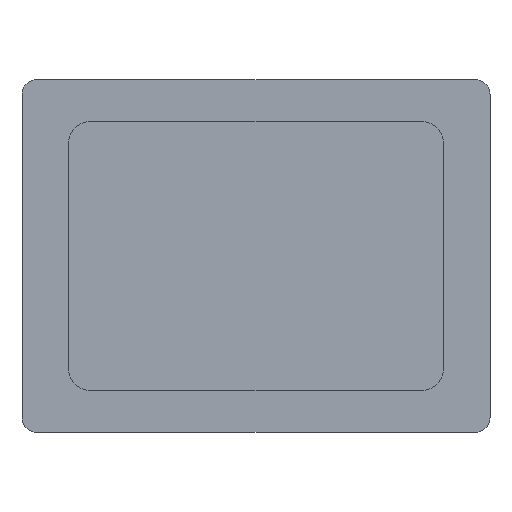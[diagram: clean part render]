
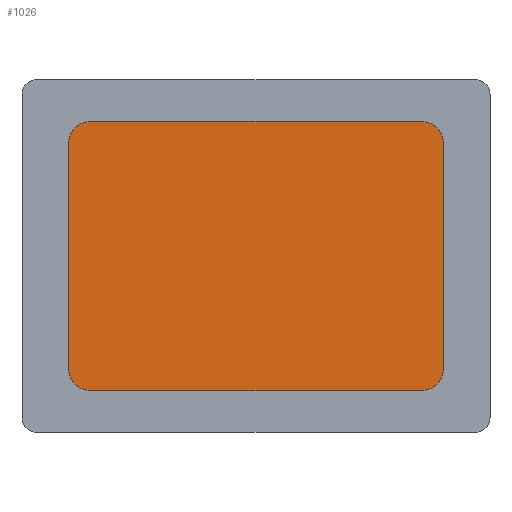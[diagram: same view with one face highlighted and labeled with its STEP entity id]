
A CAD part, top view. The second image highlights one B-rep face of the part: STEP entity #1026.
In plain terms, the highlighted planar face has unit normal (0, 0, 1).
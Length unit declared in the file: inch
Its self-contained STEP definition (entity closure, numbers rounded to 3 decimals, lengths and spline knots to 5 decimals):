
#56=FACE_OUTER_BOUND('',#121,.T.);
#121=EDGE_LOOP('',(#706,#707,#708,#709,#710,#711,#712,#713));
#202=CIRCLE('',#1127,0.26);
#203=CIRCLE('',#1128,0.26);
#204=CIRCLE('',#1129,0.26);
#205=CIRCLE('',#1130,0.26);
#258=LINE('',#1621,#352);
#259=LINE('',#1625,#353);
#260=LINE('',#1629,#354);
#261=LINE('',#1632,#355);
#352=VECTOR('',#1276,0.3937);
#353=VECTOR('',#1279,0.3937);
#354=VECTOR('',#1282,0.3937);
#355=VECTOR('',#1285,0.3937);
#456=VERTEX_POINT('',#1617);
#457=VERTEX_POINT('',#1618);
#458=VERTEX_POINT('',#1620);
#459=VERTEX_POINT('',#1622);
#460=VERTEX_POINT('',#1624);
#461=VERTEX_POINT('',#1626);
#462=VERTEX_POINT('',#1628);
#463=VERTEX_POINT('',#1630);
#556=EDGE_CURVE('',#456,#457,#202,.T.);
#557=EDGE_CURVE('',#458,#456,#258,.T.);
#558=EDGE_CURVE('',#459,#458,#203,.T.);
#559=EDGE_CURVE('',#460,#459,#259,.T.);
#560=EDGE_CURVE('',#461,#460,#204,.T.);
#561=EDGE_CURVE('',#462,#461,#260,.T.);
#562=EDGE_CURVE('',#463,#462,#205,.T.);
#563=EDGE_CURVE('',#457,#463,#261,.T.);
#706=ORIENTED_EDGE('',*,*,#556,.F.);
#707=ORIENTED_EDGE('',*,*,#557,.F.);
#708=ORIENTED_EDGE('',*,*,#558,.F.);
#709=ORIENTED_EDGE('',*,*,#559,.F.);
#710=ORIENTED_EDGE('',*,*,#560,.F.);
#711=ORIENTED_EDGE('',*,*,#561,.F.);
#712=ORIENTED_EDGE('',*,*,#562,.F.);
#713=ORIENTED_EDGE('',*,*,#563,.F.);
#989=PLANE('',#1126);
#1026=ADVANCED_FACE('',(#56),#989,.T.);
#1126=AXIS2_PLACEMENT_3D('',#1616,#1272,#1273);
#1127=AXIS2_PLACEMENT_3D('',#1619,#1274,#1275);
#1128=AXIS2_PLACEMENT_3D('',#1623,#1277,#1278);
#1129=AXIS2_PLACEMENT_3D('',#1627,#1280,#1281);
#1130=AXIS2_PLACEMENT_3D('',#1631,#1283,#1284);
#1272=DIRECTION('center_axis',(0.,0.,
1.));
#1273=DIRECTION('ref_axis',(1.,0.,0.));
#1274=DIRECTION('center_axis',(0.,0.,
-1.));
#1275=DIRECTION('ref_axis',(-1.,0.,0.));
#1276=DIRECTION('',(-1.,0.,0.));
#1277=DIRECTION('center_axis',(0.,0.,
-1.));
#1278=DIRECTION('ref_axis',(0.,-1.,0.));
#1279=DIRECTION('',(0.,-1.,0.));
#1280=DIRECTION('center_axis',(0.,0.,
-1.));
#1281=DIRECTION('ref_axis',(1.,0.,0.));
#1282=DIRECTION('',(1.,0.,0.));
#1283=DIRECTION('center_axis',(0.,0.,
-1.));
#1284=DIRECTION('ref_axis',(0.,1.,0.));
#1285=DIRECTION('',(0.,1.,0.));
#1616=CARTESIAN_POINT('Origin',(5.98858,0.85054,0.67975));
#1617=CARTESIAN_POINT('',(1.324,-3.10278,0.67975));
#1618=CARTESIAN_POINT('',(1.064,-2.84278,0.67975));
#1619=CARTESIAN_POINT('Origin',(1.324,-2.84278,0.67975));
#1620=CARTESIAN_POINT('',(10.71458,-3.10278,0.67975));
#1621=CARTESIAN_POINT('',(8.35158,-3.10278,0.67975));
#1622=CARTESIAN_POINT('',(10.97458,-2.84278,0.67975));
#1623=CARTESIAN_POINT('Origin',(10.71458,-2.84278,0.67975));
#1624=CARTESIAN_POINT('',(10.97458,3.82654,0.67975));
#1625=CARTESIAN_POINT('',(10.97458,2.33854,0.67975));
#1626=CARTESIAN_POINT('',(10.71458,4.08654,0.67975));
#1627=CARTESIAN_POINT('Origin',(10.71458,3.82654,0.67975));
#1628=CARTESIAN_POINT('',(1.324,4.08654,0.67975));
#1629=CARTESIAN_POINT('',(3.65629,4.08654,0.67975));
#1630=CARTESIAN_POINT('',(1.064,3.82654,0.67975));
#1631=CARTESIAN_POINT('Origin',(1.324,3.82654,0.67975));
#1632=CARTESIAN_POINT('',(1.064,-0.99612,0.67975));
